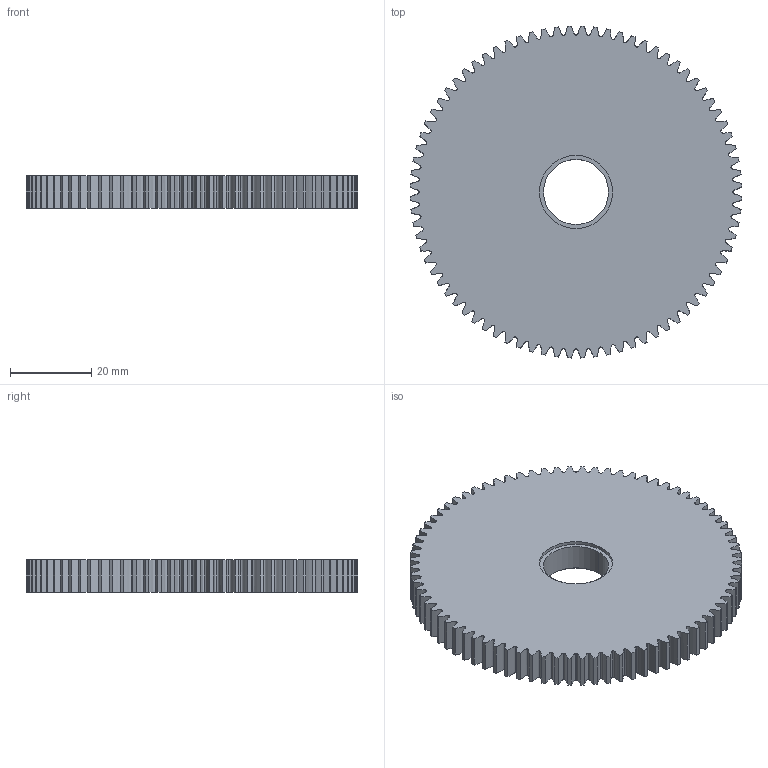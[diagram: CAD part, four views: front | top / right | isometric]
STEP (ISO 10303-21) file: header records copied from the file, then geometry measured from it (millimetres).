
FILE_DESCRIPTION (( 'STEP AP203' ), '1' );
FILE_NAME ('Gear 80-1-0.1-v1.1_monolite.STEP', '2015-07-06T16:36:11', ( '' ), ( '' ), 'SwSTEP 2.0', 'SolidWorks 2012', '' );
FILE_SCHEMA (( 'CONFIG_CONTROL_DESIGN' ));
Length unit declared in the file: millimetre
Products named in the file (1): Gear 80-1-0.1-v1.1_monolite
Bounding box: 81.76 x 81.76 x 8 mm (x, y, z)
Volume: 38283.7 mm3; surface area: 13870.9 mm2
Topology: 1 solids, 1 shells, 331 faces, 981 edges, 654 vertices
Faces by surface type: cylinder 167, bspline 160, plane 4
Entity records: 16050 total; most frequent: CARTESIAN_POINT 7887, ORIENTED_EDGE 1962, DIRECTION 1339, EDGE_CURVE 981, VERTEX_POINT 654, AXIS2_PLACEMENT_3D 506, EDGE_LOOP 335, CIRCLE 334
